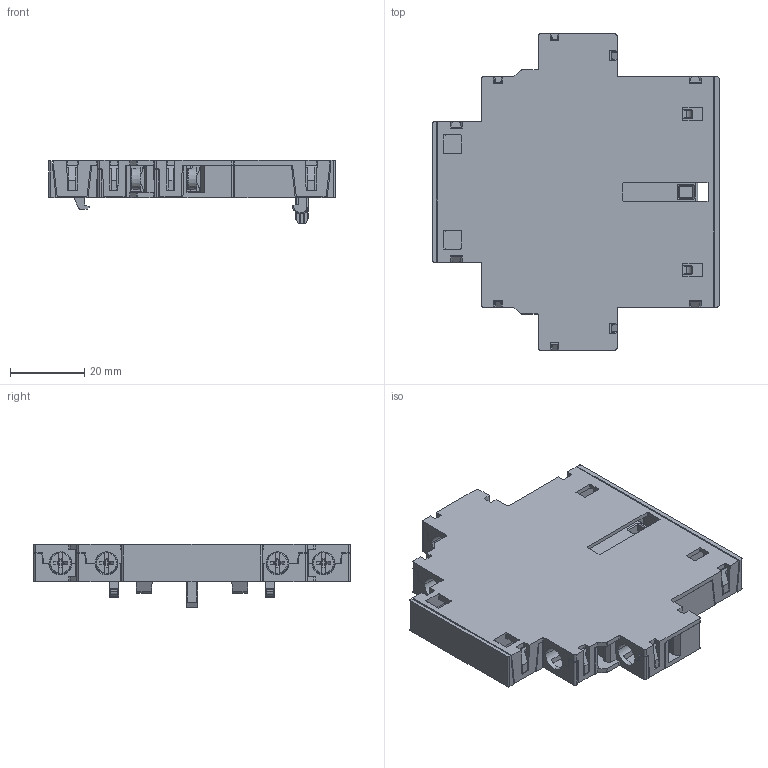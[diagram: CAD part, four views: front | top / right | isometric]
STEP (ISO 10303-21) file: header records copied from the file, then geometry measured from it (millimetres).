
FILE_DESCRIPTION(/* description */ (''),/* implementation_level */ '2;1');
FILE_NAME(/* name */ 'FILE_STP_CAD_DRAWING_BFX12C_Catalog_prt.stp',/* time_stamp */ '2020-09-25T09:12:01+02:00',/* author */ (''),/* organization */ (''),/* preprocessor_version */ 'ST-DEVELOPER v16.7',/* originating_system */ 'SIEMENS PLM Software NX 12.0',/* authorisation */ '');
FILE_SCHEMA (('AUTOMOTIVE_DESIGN { 1 0 10303 214 3 1 1 1 }'));
Length unit declared in the file: millimetre
Products named in the file (1): BFX12C_Catalog
Bounding box: 77 x 85 x 17 mm (x, y, z)
Surface area: 26846 mm2 (no closed solid volume)
Topology: 0 solids, 17 shells, 874 faces, 4032 edges, 3064 vertices
Faces by surface type: plane 544, cylinder 276, torus 24, cone 14, bspline 12, sphere 4
Full cylindrical faces by diameter (mm): 3 x2
Entity records: 42176 total; most frequent: CARTESIAN_POINT 9788, DIRECTION 6601, ORIENTED_EDGE 6116, EDGE_CURVE 4016, VERTEX_POINT 3057, LINE 2863, VECTOR 2863, AXIS2_PLACEMENT_3D 1869
